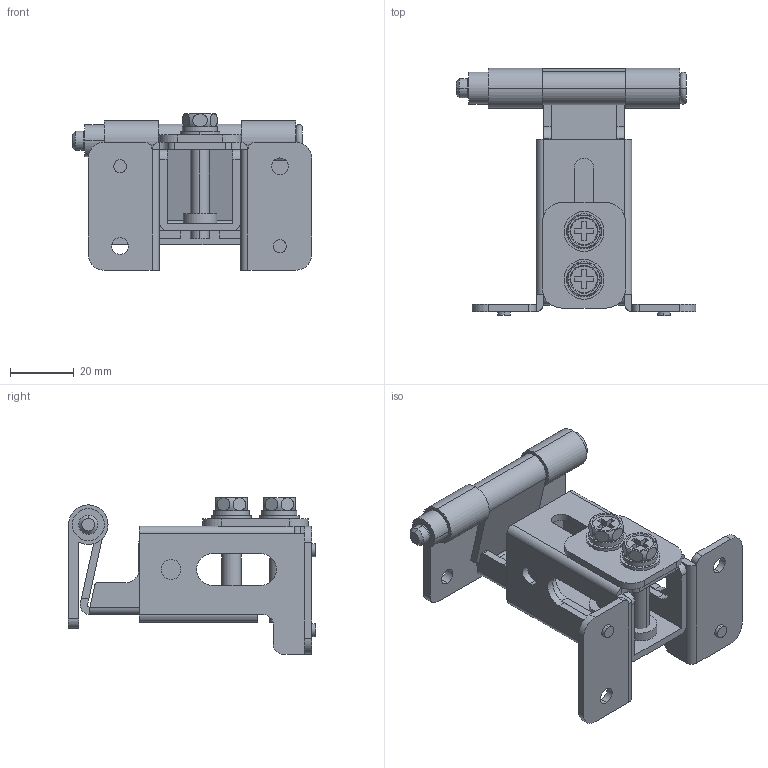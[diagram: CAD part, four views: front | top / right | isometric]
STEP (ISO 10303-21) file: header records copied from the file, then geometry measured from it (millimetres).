
FILE_DESCRIPTION (( 'STEP AP203' ), '1' );
FILE_NAME ('B-76-4.STEP', '2011-10-17T02:05:41', ( '' ), ( '' ), 'SwSTEP 2.0', 'SolidWorks 2011', '' );
FILE_SCHEMA (( 'CONFIG_CONTROL_DESIGN' ));
Length unit declared in the file: millimetre
Products named in the file (11): B-76-4; 十字穴付六角ねじM6（平W・SW付）_首下35mm; 暯儚僢僔儍乕M6摿庩_冇12.5亊冇6亊t1.0; 僗僾儕儞僌儚僢僔儍乕M6_冇11亊冇6亊t1.6; 廫帤寠晅偒榋妏儃儖僩M6_M6亊35; B-76-1乣5價僯乕儖僷僀僾_; B-76背板__B-76-4,14; B-76-1乣5僸儞僕僺儞_; B-76-1～5ヒンジ_; B-76-1乣5僗儔僀僪僸儞僕__B-76-4; B-76儀乕僗__B-76-4,14
Assembly tree (11 placements, depth 3):
  B-76-4
    B-76儀乕僗__B-76-4,14
    十字穴付六角ねじM6（平W・SW付）_首下35mm  x2
      暯儚僢僔儍乕M6摿庩_冇12.5亊冇6亊t1.0
      廫帤寠晅偒榋妏儃儖僩M6_M6亊35
      僗僾儕儞僌儚僢僔儍乕M6_冇11亊冇6亊t1.6
    B-76-1乣5價僯乕儖僷僀僾_
    B-76背板__B-76-4,14
    B-76-1乣5僸儞僕僺儞_
    B-76-1～5ヒンジ_
    B-76-1乣5僗儔僀僪僸儞僕__B-76-4
Bounding box: 75 x 77.3 x 48.9 mm (x, y, z)
Volume: 40410.2 mm3; surface area: 37363.2 mm2
Topology: 12 solids, 12 shells, 295 faces, 714 edges, 458 vertices
Faces by surface type: plane 154, cylinder 121, torus 14, cone 6
Entity records: 9041 total; most frequent: CARTESIAN_POINT 1617, DIRECTION 1386, ORIENTED_EDGE 1236, EDGE_CURVE 618, AXIS2_PLACEMENT_3D 515, VERTEX_POINT 398, VECTOR 356, LINE 356
